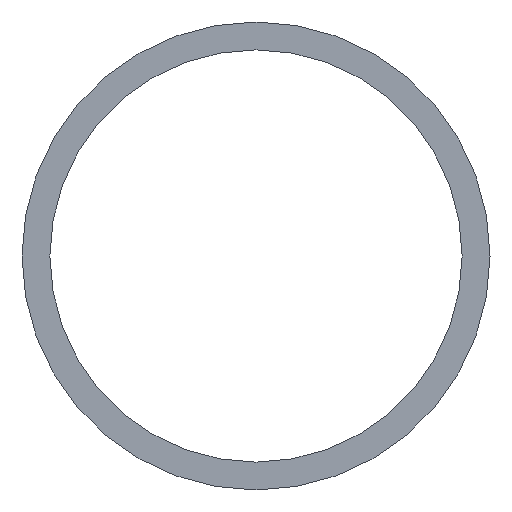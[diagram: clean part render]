
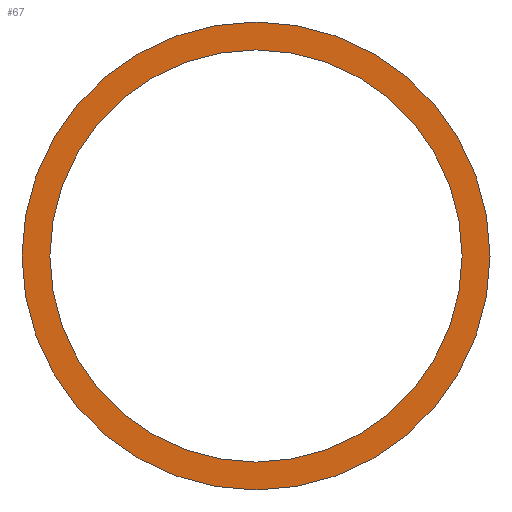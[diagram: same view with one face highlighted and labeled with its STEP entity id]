
A CAD part, left-side view. The second image highlights one B-rep face of the part: STEP entity #67.
In plain terms, the highlighted planar face has unit normal (-1, 0, 0).
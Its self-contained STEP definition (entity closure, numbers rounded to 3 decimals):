
#59 = EDGE_CURVE( '', #93, #69, #129, .T. );
#65 = VERTEX_POINT( '', #136 );
#67 = ADVANCED_FACE( '', ( #138, #139 ), #140, .F. );
#69 = VERTEX_POINT( '', #142 );
#75 = VERTEX_POINT( '', #148 );
#81 = EDGE_CURVE( '', #75, #65, #154, .T. );
#83 = EDGE_CURVE( '', #69, #93, #156, .T. );
#93 = VERTEX_POINT( '', #170 );
#97 = EDGE_CURVE( '', #65, #75, #174, .T. );
#129 = CIRCLE( '', #203, 112.5 );
#136 = CARTESIAN_POINT( '', ( 0., 0., 99.1 ) );
#138 = FACE_OUTER_BOUND( '', #212, .T. );
#139 = FACE_BOUND( '', #213, .T. );
#140 = PLANE( '', #214 );
#142 = CARTESIAN_POINT( '', ( 0., 0., -112.5 ) );
#148 = CARTESIAN_POINT( '', ( 0., 0., -99.1 ) );
#154 = CIRCLE( '', #233, 99.1 );
#156 = CIRCLE( '', #236, 112.5 );
#170 = CARTESIAN_POINT( '', ( 0., 0., 112.5 ) );
#174 = CIRCLE( '', #256, 99.1 );
#203 = AXIS2_PLACEMENT_3D( '', #271, #272, #273 );
#212 = EDGE_LOOP( '', ( #283, #284 ) );
#213 = EDGE_LOOP( '', ( #285, #286 ) );
#214 = AXIS2_PLACEMENT_3D( '', #287, #288, #289 );
#233 = AXIS2_PLACEMENT_3D( '', #297, #298, #299 );
#236 = AXIS2_PLACEMENT_3D( '', #300, #301, #302 );
#256 = AXIS2_PLACEMENT_3D( '', #330, #331, #332 );
#271 = CARTESIAN_POINT( '', ( 0., 0., 0. ) );
#272 = DIRECTION( '', ( 1., 0., 0. ) );
#273 = DIRECTION( '', ( 0., 0., -1. ) );
#283 = ORIENTED_EDGE( '', *, *, #83, .F. );
#284 = ORIENTED_EDGE( '', *, *, #59, .F. );
#285 = ORIENTED_EDGE( '', *, *, #81, .T. );
#286 = ORIENTED_EDGE( '', *, *, #97, .T. );
#287 = CARTESIAN_POINT( '', ( 0., 0., 0. ) );
#288 = DIRECTION( '', ( 1., 0., 0. ) );
#289 = DIRECTION( '', ( 0., 0., -1. ) );
#297 = CARTESIAN_POINT( '', ( 0., 0., 0. ) );
#298 = DIRECTION( '', ( 1., 0., 0. ) );
#299 = DIRECTION( '', ( 0., 0., -1. ) );
#300 = CARTESIAN_POINT( '', ( 0., 0., 0. ) );
#301 = DIRECTION( '', ( 1., 0., 0. ) );
#302 = DIRECTION( '', ( 0., 0., -1. ) );
#330 = CARTESIAN_POINT( '', ( 0., 0., 0. ) );
#331 = DIRECTION( '', ( 1., 0., 0. ) );
#332 = DIRECTION( '', ( 0., 0., -1. ) );
